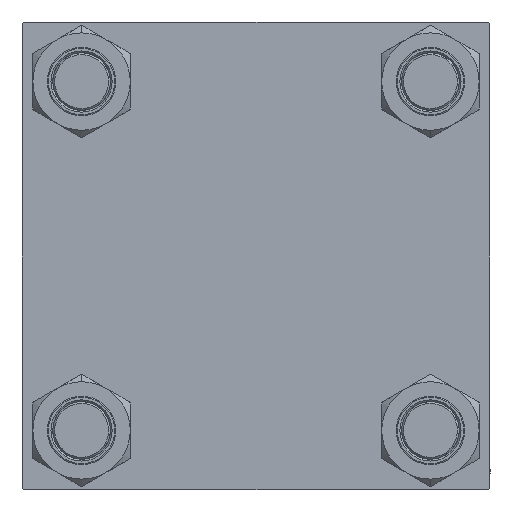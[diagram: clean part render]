
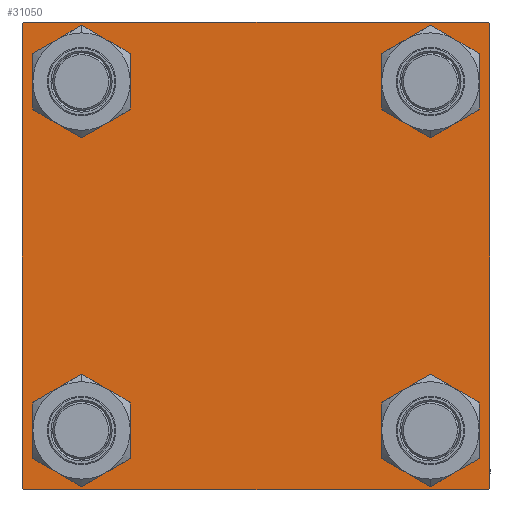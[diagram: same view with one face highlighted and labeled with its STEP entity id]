
A CAD part, left-side view. The second image highlights one B-rep face of the part: STEP entity #31050.
In plain terms, the highlighted planar face has unit normal (-1, 0, 0).
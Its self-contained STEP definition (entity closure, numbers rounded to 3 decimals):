
#496 = EDGE_CURVE ( 'NONE', #24469, #38564, #15628, .T. ) ;
#592 = CARTESIAN_POINT ( 'NONE',  ( 0., 65., 65. ) ) ;
#626 = VERTEX_POINT ( 'NONE', #10712 ) ;
#1643 = LINE ( 'NONE', #38376, #22348 ) ;
#2081 = ORIENTED_EDGE ( 'NONE', *, *, #20006, .T. ) ;
#3082 = DIRECTION ( 'NONE',  ( 0., -0.707, 0.707 ) ) ;
#3700 = DIRECTION ( 'NONE',  ( 0., 0., 1. ) ) ;
#4424 = EDGE_CURVE ( 'NONE', #4781, #35655, #1643, .T. ) ;
#4708 = CARTESIAN_POINT ( 'NONE',  ( 0., 65., 65. ) ) ;
#4781 = VERTEX_POINT ( 'NONE', #4912 ) ;
#4912 = CARTESIAN_POINT ( 'NONE',  ( 0., 64.5, -65. ) ) ;
#5373 = VERTEX_POINT ( 'NONE', #18320 ) ;
#5507 = CARTESIAN_POINT ( 'NONE',  ( 0., 48.45, -48.45 ) ) ;
#5717 = ORIENTED_EDGE ( 'NONE', *, *, #32671, .T. ) ;
#5990 = DIRECTION ( 'NONE',  ( 1., 0., 0. ) ) ;
#6163 = DIRECTION ( 'NONE',  ( 0., 0.707, -0.707 ) ) ;
#6324 = DIRECTION ( 'NONE',  ( 0., 0., 1. ) ) ;
#6385 = EDGE_CURVE ( 'NONE', #26271, #21867, #12472, .T. ) ;
#7045 = ORIENTED_EDGE ( 'NONE', *, *, #50528, .T. ) ;
#7610 = CARTESIAN_POINT ( 'NONE',  ( 0., -65., 65. ) ) ;
#8287 = VERTEX_POINT ( 'NONE', #12788 ) ;
#8308 = DIRECTION ( 'NONE',  ( 0., -1., 0. ) ) ;
#8480 = CARTESIAN_POINT ( 'NONE',  ( 0., -48.45, 48.45 ) ) ;
#8843 = LINE ( 'NONE', #39171, #16923 ) ;
#9142 = CARTESIAN_POINT ( 'NONE',  ( 0., -48.45, -39.95 ) ) ;
#9949 = VERTEX_POINT ( 'NONE', #41297 ) ;
#10712 = CARTESIAN_POINT ( 'NONE',  ( 0., -48.45, 39.95 ) ) ;
#10765 = FACE_BOUND ( 'NONE', #50810, .T. ) ;
#10845 = CIRCLE ( 'NONE', #29636, 8.5 ) ;
#10949 = CARTESIAN_POINT ( 'NONE',  ( 0., 65., -64.5 ) ) ;
#11102 = CARTESIAN_POINT ( 'NONE',  ( 0., -64.5, -65. ) ) ;
#11613 = VECTOR ( 'NONE', #37367, 1000. ) ;
#11634 = ORIENTED_EDGE ( 'NONE', *, *, #14079, .T. ) ;
#12160 = DIRECTION ( 'NONE',  ( 0., 0., -1. ) ) ;
#12472 = CIRCLE ( 'NONE', #15854, 8.5 ) ;
#12788 = CARTESIAN_POINT ( 'NONE',  ( 0., -64.5, 65. ) ) ;
#12891 = EDGE_CURVE ( 'NONE', #29108, #41787, #34324, .T. ) ;
#12929 = VERTEX_POINT ( 'NONE', #10949 ) ;
#13311 = CARTESIAN_POINT ( 'NONE',  ( 0., -48.45, -48.45 ) ) ;
#13867 = FACE_OUTER_BOUND ( 'NONE', #25440, .T. ) ;
#14079 = EDGE_CURVE ( 'NONE', #9949, #12929, #39913, .T. ) ;
#14124 = FACE_BOUND ( 'NONE', #49759, .T. ) ;
#14718 = VECTOR ( 'NONE', #49735, 1000. ) ;
#15628 = CIRCLE ( 'NONE', #44350, 8.5 ) ;
#15854 = AXIS2_PLACEMENT_3D ( 'NONE', #5507, #17585, #49599 ) ;
#16238 = CARTESIAN_POINT ( 'NONE',  ( 0., 48.45, -56.95 ) ) ;
#16923 = VECTOR ( 'NONE', #19632, 1000. ) ;
#17085 = CARTESIAN_POINT ( 'NONE',  ( 0., -48.45, 48.45 ) ) ;
#17234 = EDGE_CURVE ( 'NONE', #29108, #8287, #18073, .T. ) ;
#17585 = DIRECTION ( 'NONE',  ( 1., 0., 0. ) ) ;
#17630 = CARTESIAN_POINT ( 'NONE',  ( 0., -65., -64.5 ) ) ;
#17691 = ORIENTED_EDGE ( 'NONE', *, *, #12891, .F. ) ;
#17788 = ORIENTED_EDGE ( 'NONE', *, *, #24919, .T. ) ;
#18073 = LINE ( 'NONE', #38366, #11613 ) ;
#18320 = CARTESIAN_POINT ( 'NONE',  ( 0., 48.45, 39.95 ) ) ;
#18645 = AXIS2_PLACEMENT_3D ( 'NONE', #37423, #22248, #6324 ) ;
#19112 = ORIENTED_EDGE ( 'NONE', *, *, #34145, .T. ) ;
#19402 = ORIENTED_EDGE ( 'NONE', *, *, #17234, .T. ) ;
#19632 = DIRECTION ( 'NONE',  ( 0., -0.707, -0.707 ) ) ;
#20006 = EDGE_CURVE ( 'NONE', #626, #27644, #27331, .T. ) ;
#20790 = DIRECTION ( 'NONE',  ( 1., 0., 0. ) ) ;
#20802 = CIRCLE ( 'NONE', #32263, 8.5 ) ;
#20885 = ORIENTED_EDGE ( 'NONE', *, *, #4424, .T. ) ;
#21851 = FACE_BOUND ( 'NONE', #25976, .T. ) ;
#21867 = VERTEX_POINT ( 'NONE', #29953 ) ;
#22248 = DIRECTION ( 'NONE',  ( 1., 0., 0. ) ) ;
#22348 = VECTOR ( 'NONE', #26816, 1000. ) ;
#23134 = LINE ( 'NONE', #38295, #24411 ) ;
#23254 = CIRCLE ( 'NONE', #48688, 8.5 ) ;
#24373 = CARTESIAN_POINT ( 'NONE',  ( 0., -48.45, -48.45 ) ) ;
#24411 = VECTOR ( 'NONE', #3082, 1000. ) ;
#24469 = VERTEX_POINT ( 'NONE', #9142 ) ;
#24671 = EDGE_CURVE ( 'NONE', #5373, #42863, #20802, .T. ) ;
#24869 = AXIS2_PLACEMENT_3D ( 'NONE', #17085, #48171, #36113 ) ;
#24919 = EDGE_CURVE ( 'NONE', #21867, #26271, #23254, .T. ) ;
#25440 = EDGE_LOOP ( 'NONE', ( #11634, #5717, #20885, #19112, #17691, #19402, #36548, #46737 ) ) ;
#25537 = CARTESIAN_POINT ( 'NONE',  ( 0., 48.45, 56.95 ) ) ;
#25705 = DIRECTION ( 'NONE',  ( 0., 0., 1. ) ) ;
#25968 = ORIENTED_EDGE ( 'NONE', *, *, #37383, .T. ) ;
#25976 = EDGE_LOOP ( 'NONE', ( #17788, #28876 ) ) ;
#26197 = PLANE ( 'NONE',  #40703 ) ;
#26271 = VERTEX_POINT ( 'NONE', #16238 ) ;
#26816 = DIRECTION ( 'NONE',  ( 0., -1., 0. ) ) ;
#27331 = CIRCLE ( 'NONE', #24869, 8.5 ) ;
#27501 = DIRECTION ( 'NONE',  ( 0., 0., 1. ) ) ;
#27584 = EDGE_CURVE ( 'NONE', #33609, #8287, #36053, .T. ) ;
#27644 = VERTEX_POINT ( 'NONE', #45275 ) ;
#28684 = CIRCLE ( 'NONE', #45834, 8.5 ) ;
#28827 = ORIENTED_EDGE ( 'NONE', *, *, #40716, .T. ) ;
#28876 = ORIENTED_EDGE ( 'NONE', *, *, #6385, .T. ) ;
#29108 = VERTEX_POINT ( 'NONE', #42330 ) ;
#29549 = CARTESIAN_POINT ( 'NONE',  ( 0., 0., 0. ) ) ;
#29636 = AXIS2_PLACEMENT_3D ( 'NONE', #8480, #39307, #27501 ) ;
#29806 = DIRECTION ( 'NONE',  ( -1., 0., 0. ) ) ;
#29953 = CARTESIAN_POINT ( 'NONE',  ( 0., 48.45, -39.95 ) ) ;
#30123 = ORIENTED_EDGE ( 'NONE', *, *, #496, .T. ) ;
#31050 = ADVANCED_FACE ( 'NONE', ( #10765, #49064, #21851, #14124, #13867 ), #26197, .T. ) ;
#32263 = AXIS2_PLACEMENT_3D ( 'NONE', #34036, #38922, #3700 ) ;
#32671 = EDGE_CURVE ( 'NONE', #12929, #4781, #8843, .T. ) ;
#33343 = DIRECTION ( 'NONE',  ( 0., 0., 1. ) ) ;
#33609 = VERTEX_POINT ( 'NONE', #36837 ) ;
#34036 = CARTESIAN_POINT ( 'NONE',  ( 0., 48.45, 48.45 ) ) ;
#34145 = EDGE_CURVE ( 'NONE', #35655, #41787, #23134, .T. ) ;
#34324 = LINE ( 'NONE', #7610, #14718 ) ;
#35655 = VERTEX_POINT ( 'NONE', #11102 ) ;
#36053 = LINE ( 'NONE', #4708, #36492 ) ;
#36113 = DIRECTION ( 'NONE',  ( 0., 0., 1. ) ) ;
#36458 = DIRECTION ( 'NONE',  ( 0., 0., 1. ) ) ;
#36492 = VECTOR ( 'NONE', #8308, 1000. ) ;
#36548 = ORIENTED_EDGE ( 'NONE', *, *, #27584, .F. ) ;
#36574 = DIRECTION ( 'NONE',  ( 0., 0., 1. ) ) ;
#36800 = CARTESIAN_POINT ( 'NONE',  ( 0., -48.45, -56.95 ) ) ;
#36837 = CARTESIAN_POINT ( 'NONE',  ( 0., 64.5, 65. ) ) ;
#37367 = DIRECTION ( 'NONE',  ( 0., 0.707, 0.707 ) ) ;
#37383 = EDGE_CURVE ( 'NONE', #42863, #5373, #48163, .T. ) ;
#37423 = CARTESIAN_POINT ( 'NONE',  ( 0., 48.45, 48.45 ) ) ;
#37504 = LINE ( 'NONE', #45203, #45896 ) ;
#37766 = VECTOR ( 'NONE', #12160, 1000. ) ;
#38295 = CARTESIAN_POINT ( 'NONE',  ( 0., -64.75, -64.75 ) ) ;
#38366 = CARTESIAN_POINT ( 'NONE',  ( 0., -64.75, 64.75 ) ) ;
#38376 = CARTESIAN_POINT ( 'NONE',  ( 0., 65., -65. ) ) ;
#38564 = VERTEX_POINT ( 'NONE', #36800 ) ;
#38922 = DIRECTION ( 'NONE',  ( 1., 0., 0. ) ) ;
#39171 = CARTESIAN_POINT ( 'NONE',  ( 0., 64.75, -64.75 ) ) ;
#39307 = DIRECTION ( 'NONE',  ( 1., 0., 0. ) ) ;
#39406 = ORIENTED_EDGE ( 'NONE', *, *, #24671, .T. ) ;
#39779 = EDGE_CURVE ( 'NONE', #33609, #9949, #37504, .T. ) ;
#39913 = LINE ( 'NONE', #592, #37766 ) ;
#40703 = AXIS2_PLACEMENT_3D ( 'NONE', #29549, #29806, #25705 ) ;
#40716 = EDGE_CURVE ( 'NONE', #38564, #24469, #28684, .T. ) ;
#41297 = CARTESIAN_POINT ( 'NONE',  ( 0., 65., 64.5 ) ) ;
#41787 = VERTEX_POINT ( 'NONE', #17630 ) ;
#42330 = CARTESIAN_POINT ( 'NONE',  ( 0., -65., 64.5 ) ) ;
#42863 = VERTEX_POINT ( 'NONE', #25537 ) ;
#44350 = AXIS2_PLACEMENT_3D ( 'NONE', #13311, #20790, #33343 ) ;
#45028 = CARTESIAN_POINT ( 'NONE',  ( 0., 48.45, -48.45 ) ) ;
#45203 = CARTESIAN_POINT ( 'NONE',  ( 0., 64.75, 64.75 ) ) ;
#45275 = CARTESIAN_POINT ( 'NONE',  ( 0., -48.45, 56.95 ) ) ;
#45834 = AXIS2_PLACEMENT_3D ( 'NONE', #24373, #48000, #36458 ) ;
#45896 = VECTOR ( 'NONE', #6163, 1000. ) ;
#46737 = ORIENTED_EDGE ( 'NONE', *, *, #39779, .T. ) ;
#48000 = DIRECTION ( 'NONE',  ( 1., 0., 0. ) ) ;
#48163 = CIRCLE ( 'NONE', #18645, 8.5 ) ;
#48171 = DIRECTION ( 'NONE',  ( 1., 0., 0. ) ) ;
#48688 = AXIS2_PLACEMENT_3D ( 'NONE', #45028, #5990, #36574 ) ;
#49064 = FACE_BOUND ( 'NONE', #49551, .T. ) ;
#49551 = EDGE_LOOP ( 'NONE', ( #30123, #28827 ) ) ;
#49599 = DIRECTION ( 'NONE',  ( 0., 0., 1. ) ) ;
#49735 = DIRECTION ( 'NONE',  ( 0., 0., -1. ) ) ;
#49759 = EDGE_LOOP ( 'NONE', ( #25968, #39406 ) ) ;
#50528 = EDGE_CURVE ( 'NONE', #27644, #626, #10845, .T. ) ;
#50810 = EDGE_LOOP ( 'NONE', ( #7045, #2081 ) ) ;
